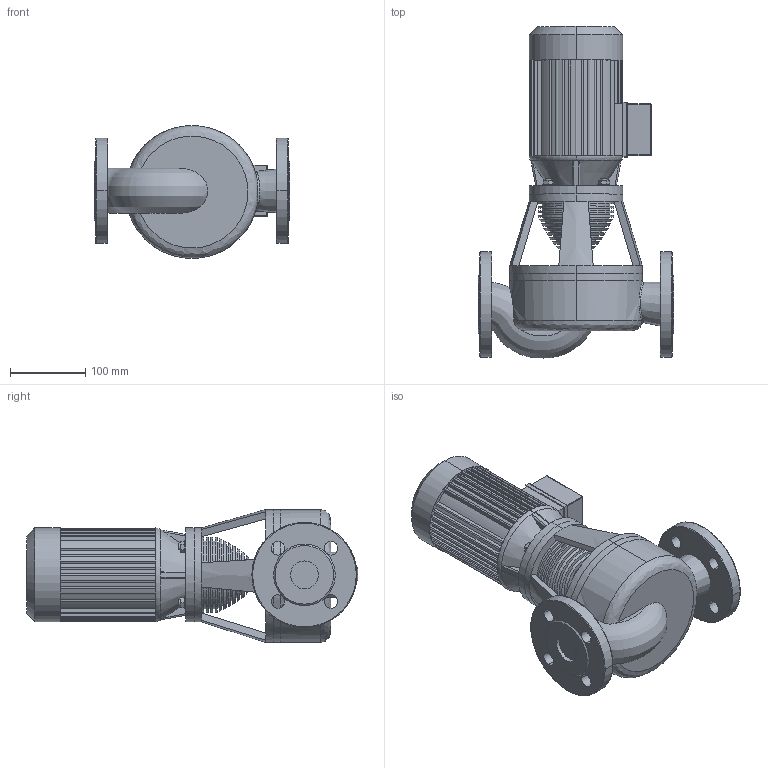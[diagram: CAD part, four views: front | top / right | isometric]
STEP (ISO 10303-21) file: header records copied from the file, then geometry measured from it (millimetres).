
FILE_DESCRIPTION((''),'2;1');
FILE_NAME('3d_IPH-W32_125-0_18_4-4089416.stp','2016-08-29T09:59:30',(''),(''),'Mechanical Desktop 2009','Mechanical Desktop 2009',', , ');
FILE_SCHEMA(('CONFIG_CONTROL_DESIGN'));
Length unit declared in the file: millimetre
Products named in the file (1): Product
Bounding box: 260 x 441.93 x 177 mm (x, y, z)
Volume: 6389337.1 mm3; surface area: 523150.6 mm2
Topology: 10 solids, 10 shells, 470 faces, 1229 edges, 799 vertices
Faces by surface type: plane 176, cylinder 142, bspline 114, cone 28, torus 6, sphere 4
Entity records: 20076 total; most frequent: CARTESIAN_POINT 8572, ORIENTED_EDGE 2446, DIRECTION 2291, EDGE_CURVE 1223, AXIS2_PLACEMENT_3D 816, VERTEX_POINT 798, VECTOR 659, LINE 659
